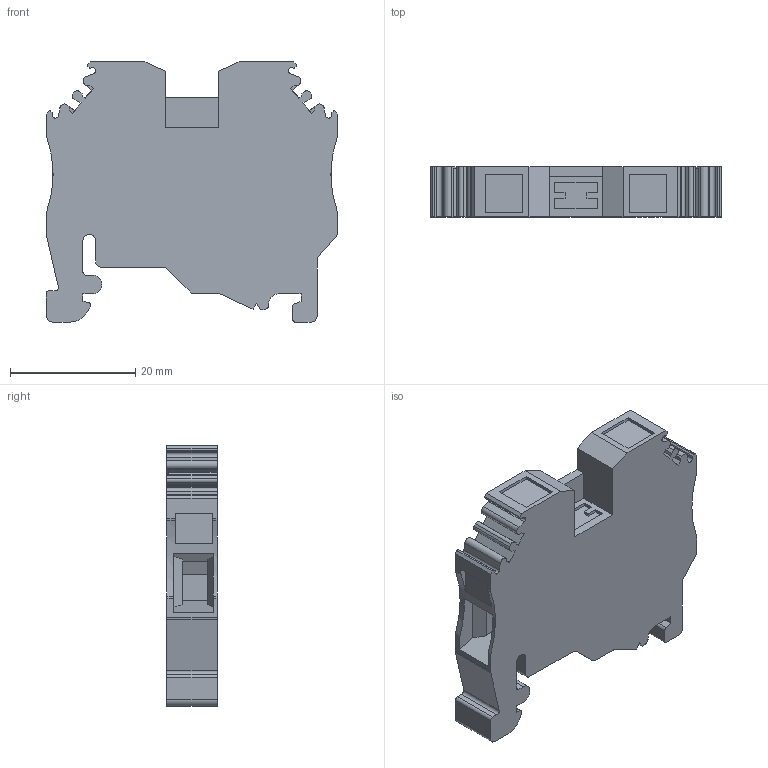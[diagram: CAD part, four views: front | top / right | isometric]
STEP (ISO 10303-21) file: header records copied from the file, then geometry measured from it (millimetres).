
FILE_DESCRIPTION(/* description */ ('Unknown'),/* implementation_level */ '2;1');
FILE_NAME(/* name */ 'SCT6_GY_3D',/* time_stamp */ '2019-10-09T17:10:22+06:00',/* author */ ('Unknown'),/* organization */ ('Unknown'),/* preprocessor_version */ 'ST-DEVELOPER v16.7',/* originating_system */ 'DEX',/* authorisation */ $);
FILE_SCHEMA (('AUTOMOTIVE_DESIGN {1 0 10303 214 3 1 1}'));
Length unit declared in the file: millimetre
Products named in the file (1): SCT6
Bounding box: 46.5 x 8 x 41.5 mm (x, y, z)
Volume: 10906.3 mm3; surface area: 5596.2 mm2
Topology: 1 solids, 1 shells, 193 faces, 564 edges, 376 vertices
Faces by surface type: plane 144, cylinder 49
Entity records: 6394 total; most frequent: CARTESIAN_POINT 1134, ORIENTED_EDGE 1128, DIRECTION 1058, EDGE_CURVE 564, LINE 458, VECTOR 458, VERTEX_POINT 376, AXIS2_PLACEMENT_3D 300
